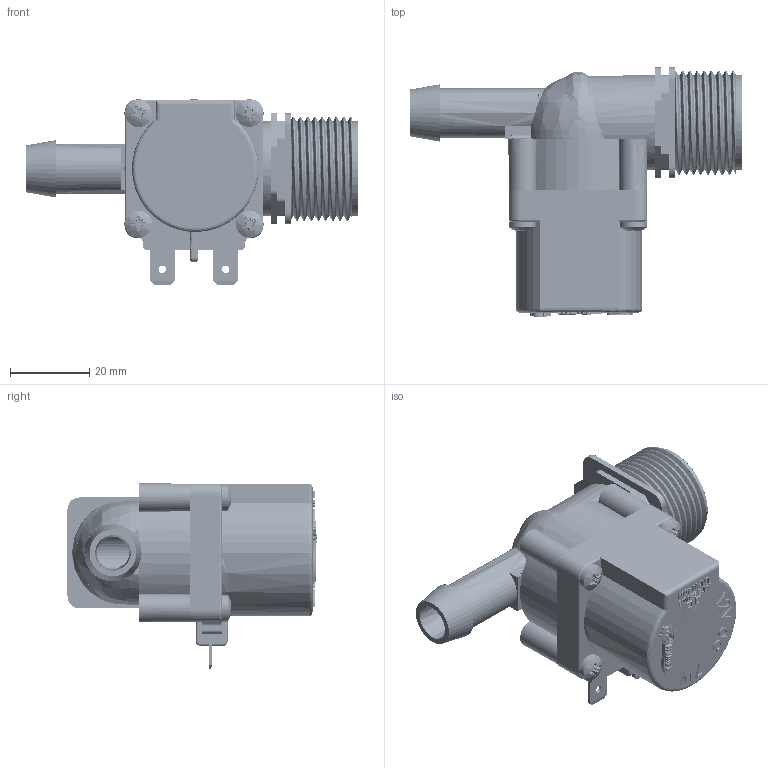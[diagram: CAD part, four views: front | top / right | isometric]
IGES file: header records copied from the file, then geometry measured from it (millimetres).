
Start section: SolidWorks IGES file using analytic representation for surfaces
Global section: file name: Body C assy.IGS; native system: SolidWorks 2008; preprocessor: SolidWorks 2008; author: Peter; date: 090319.152409; units: millimetre
Bounding box: 84 x 63 x 46.95 mm (x, y, z)
Surface area: 45939 mm2 (no closed solid volume)
Topology: 0 solids, 0 shells, 2054 faces, 27213 edges, 26962 vertices
Faces by surface type: revolution 1155, bspline 899
